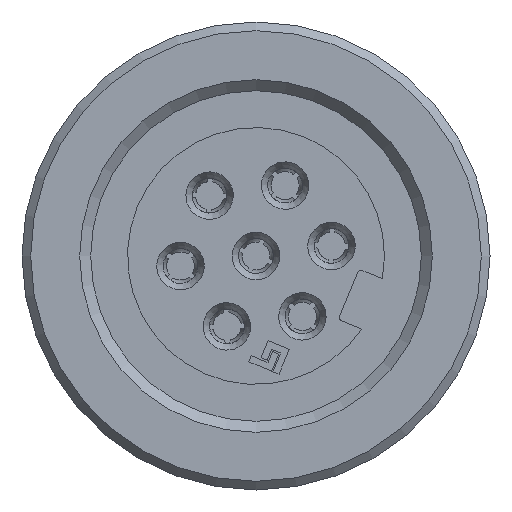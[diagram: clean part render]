
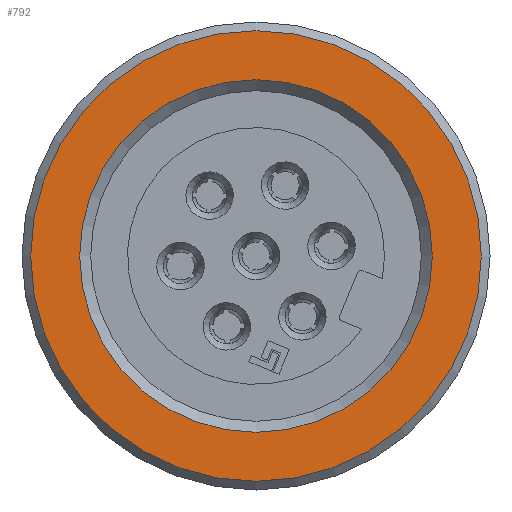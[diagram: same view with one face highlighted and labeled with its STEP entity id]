
A CAD part, left-side view. The second image highlights one B-rep face of the part: STEP entity #792.
In plain terms, the highlighted planar face has unit normal (-1, 0, 0).
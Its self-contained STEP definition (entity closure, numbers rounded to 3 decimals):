
#792=ADVANCED_FACE('',(#1179,#1180),#1058,.T.);
#1058=PLANE('',#4406);
#1179=FACE_BOUND('',#1287,.T.);
#1180=FACE_BOUND('',#1288,.T.);
#1287=EDGE_LOOP('',(#1792));
#1288=EDGE_LOOP('',(#1793));
#1627=CIRCLE('',#4403,10.35);
#1628=CIRCLE('',#4405,8.1);
#1792=ORIENTED_EDGE('',*,*,#3458,.T.);
#1793=ORIENTED_EDGE('',*,*,#3457,.F.);
#3031=VERTEX_POINT('',#6050);
#3032=VERTEX_POINT('',#6053);
#3457=EDGE_CURVE('',#3031,#3031,#1627,.T.);
#3458=EDGE_CURVE('',#3032,#3032,#1628,.T.);
#4403=AXIS2_PLACEMENT_3D('',#6049,#4909,#4910);
#4405=AXIS2_PLACEMENT_3D('',#6052,#4913,#4914);
#4406=AXIS2_PLACEMENT_3D('',#6054,#4915,#4916);
#4909=DIRECTION('',(1.,0.,0.));
#4910=DIRECTION('',(0.,0.,-1.));
#4913=DIRECTION('',(1.,0.,0.));
#4914=DIRECTION('',(0.,0.,1.));
#4915=DIRECTION('',(-1.,0.,0.));
#4916=DIRECTION('',(0.,0.,1.));
#6049=CARTESIAN_POINT('',(12.1,0.,0.));
#6050=CARTESIAN_POINT('',(12.1,0.,-10.35));
#6052=CARTESIAN_POINT('',(12.1,0.,0.));
#6053=CARTESIAN_POINT('',(12.1,0.,8.1));
#6054=CARTESIAN_POINT('',(12.1,0.,0.));
